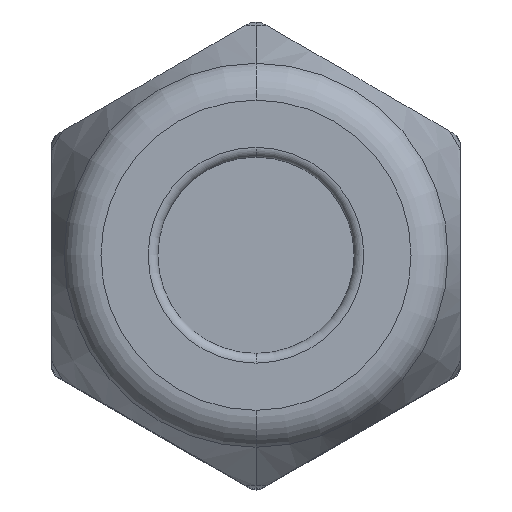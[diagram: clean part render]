
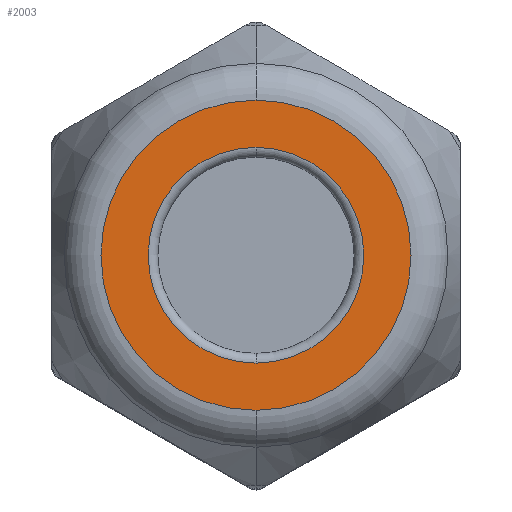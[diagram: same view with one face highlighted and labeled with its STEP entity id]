
A CAD part, top view. The second image highlights one B-rep face of the part: STEP entity #2003.
In plain terms, the highlighted planar face has unit normal (0, 0, 1).
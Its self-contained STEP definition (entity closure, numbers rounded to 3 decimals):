
#1942=AXIS2_PLACEMENT_3D('Circle Axis2P3D',#1940,#1941,$) ;
#1966=AXIS2_PLACEMENT_3D('Circle Axis2P3D',#1964,#1965,$) ;
#1979=AXIS2_PLACEMENT_3D('Plane Axis2P3D',#1976,#1977,#1978) ;
#1983=AXIS2_PLACEMENT_3D('Circle Axis2P3D',#1981,#1982,$) ;
#1992=AXIS2_PLACEMENT_3D('Circle Axis2P3D',#1990,#1991,$) ;
#1937=CARTESIAN_POINT('Vertex',(20.845,34.85,61.821)) ;
#1940=CARTESIAN_POINT('Axis2P3D Location',(20.845,23.85,61.821)) ;
#1944=CARTESIAN_POINT('Vertex',(20.845,12.85,61.821)) ;
#1964=CARTESIAN_POINT('Axis2P3D Location',(20.845,23.85,61.821)) ;
#1976=CARTESIAN_POINT('Axis2P3D Location',(20.845,39.661,61.821)) ;
#1981=CARTESIAN_POINT('Axis2P3D Location',(20.845,23.85,61.821)) ;
#1985=CARTESIAN_POINT('Vertex',(20.845,8.039,61.821)) ;
#1987=CARTESIAN_POINT('Vertex',(20.845,39.661,61.821)) ;
#1990=CARTESIAN_POINT('Axis2P3D Location',(20.845,23.85,61.821)) ;
#1941=DIRECTION('Axis2P3D Direction',(0.,-0.,1.)) ;
#1965=DIRECTION('Axis2P3D Direction',(0.,0.,1.)) ;
#1977=DIRECTION('Axis2P3D Direction',(0.,0.,1.)) ;
#1978=DIRECTION('Axis2P3D XDirection',(1.,0.,0.)) ;
#1982=DIRECTION('Axis2P3D Direction',(0.,0.,1.)) ;
#1991=DIRECTION('Axis2P3D Direction',(0.,0.,1.)) ;
#1996=ORIENTED_EDGE('',*,*,#1989,.T.) ;
#1997=ORIENTED_EDGE('',*,*,#1994,.T.) ;
#2000=ORIENTED_EDGE('',*,*,#1946,.F.) ;
#2001=ORIENTED_EDGE('',*,*,#1968,.F.) ;
#2002=FACE_BOUND('',#1999,.T.) ;
#2003=ADVANCED_FACE('Cover',(#1998,#2002),#1980,.T.) ;
#1943=CIRCLE('generated circle',#1942,11.) ;
#1967=CIRCLE('generated circle',#1966,11.) ;
#1984=CIRCLE('generated circle',#1983,15.811) ;
#1993=CIRCLE('generated circle',#1992,15.811) ;
#1946=EDGE_CURVE('',#1938,#1945,#1943,.T.) ;
#1968=EDGE_CURVE('',#1945,#1938,#1967,.T.) ;
#1989=EDGE_CURVE('',#1986,#1988,#1984,.T.) ;
#1994=EDGE_CURVE('',#1988,#1986,#1993,.T.) ;
#1995=EDGE_LOOP('',(#1996,#1997)) ;
#1999=EDGE_LOOP('',(#2000,#2001)) ;
#1998=FACE_OUTER_BOUND('',#1995,.T.) ;
#1980=PLANE('',#1979) ;
#1938=VERTEX_POINT('',#1937) ;
#1945=VERTEX_POINT('',#1944) ;
#1986=VERTEX_POINT('',#1985) ;
#1988=VERTEX_POINT('',#1987) ;
